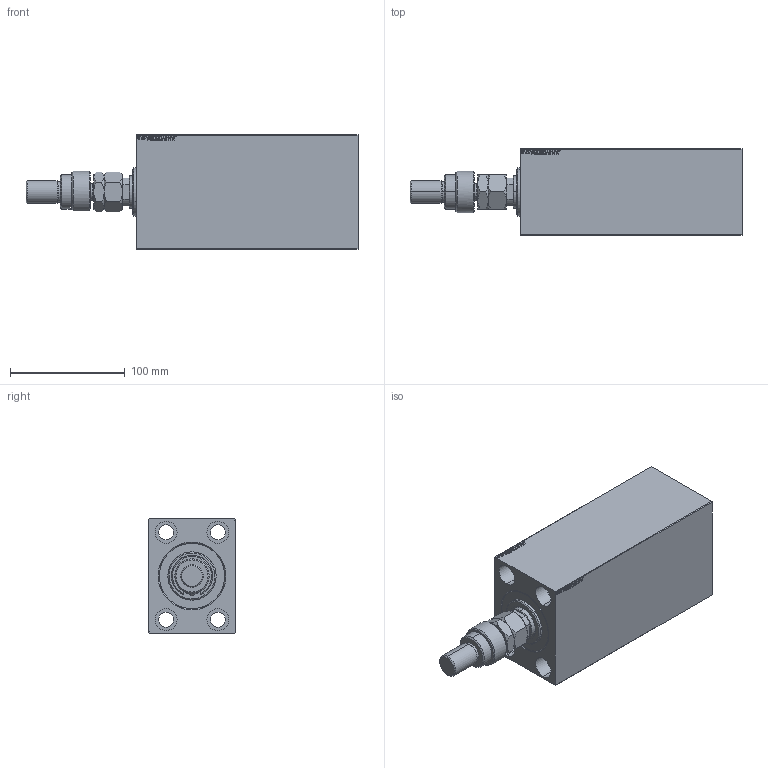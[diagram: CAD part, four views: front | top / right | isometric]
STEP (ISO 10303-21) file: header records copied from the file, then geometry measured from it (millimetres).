
FILE_DESCRIPTION (( 'STEP AP203' ), '1' );
FILE_NAME ('e04d.STEP', '2022-04-16T19:40:42', ( '' ), ( '' ), 'SwSTEP 2.0', 'SolidWorks 2019', '' );
FILE_SCHEMA (( 'CONFIG_CONTROL_DESIGN' ));
Length unit declared in the file: millimetre
Products named in the file (7): FEMALE_PART_FOR_DFA ad641e27fa588eaa84bac536483ed404; DFA ad641e27fa588eaa84bac536483ed404; V450CM_C_Body ad641e27fa588eaa84bac536483ed404; e04d; V450CM_VC_B ad641e27fa588eaa84bac536483ed404; MFA ad641e27fa588eaa84bac536483ed404; V450CM_C_VCP ad641e27fa588eaa84bac536483ed404
Assembly tree (6 placements, depth 3):
  e04d
    V450CM_C_Body ad641e27fa588eaa84bac536483ed404
    V450CM_C_VCP ad641e27fa588eaa84bac536483ed404
    V450CM_VC_B ad641e27fa588eaa84bac536483ed404
    DFA ad641e27fa588eaa84bac536483ed404
      FEMALE_PART_FOR_DFA ad641e27fa588eaa84bac536483ed404
      MFA ad641e27fa588eaa84bac536483ed404
Bounding box: 289 x 75 x 100 mm (x, y, z)
Volume: 1213889.6 mm3; surface area: 193904.3 mm2
Topology: 5 solids, 5 shells, 950 faces, 2401 edges, 1575 vertices
Faces by surface type: plane 437, bspline 380, cylinder 75, cone 54, torus 4
Entity records: 46970 total; most frequent: CARTESIAN_POINT 25924, ORIENTED_EDGE 4798, DIRECTION 2937, EDGE_CURVE 2399, VERTEX_POINT 1575, VECTOR 1365, LINE 1365, EDGE_LOOP 1080
